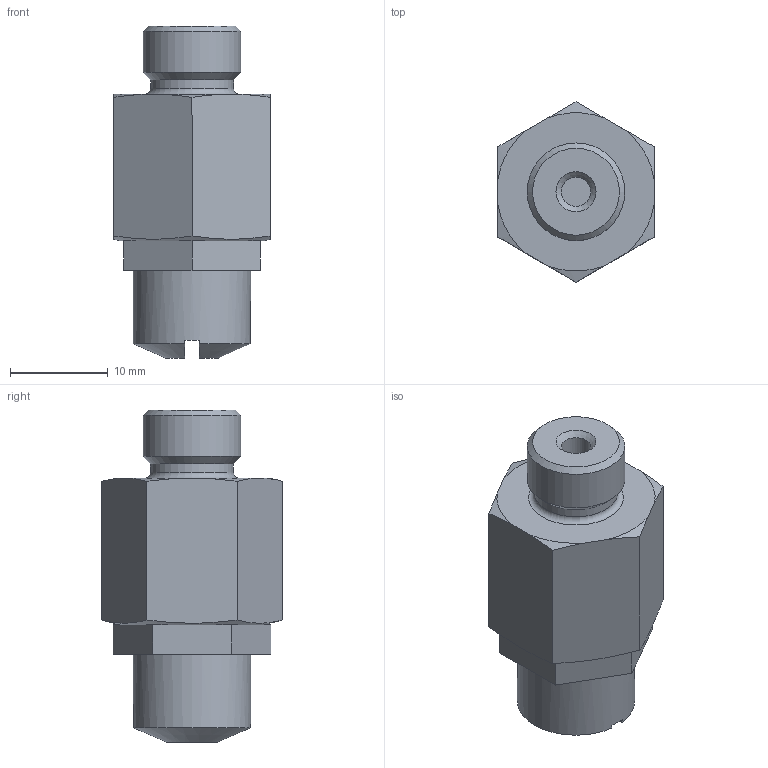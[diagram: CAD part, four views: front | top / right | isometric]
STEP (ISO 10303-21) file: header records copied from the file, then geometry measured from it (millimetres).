
FILE_DESCRIPTION(/* description */ ('Alibre Inc.'),/* implementation_level */ '2;1');
FILE_NAME(/* name */ 'export0',/* time_stamp */ '2016-06-15T13:48:05+02:00',/* author */ (''),/* organization */ (''),/* preprocessor_version */ 'ST-DEVELOPER v14',/* originating_system */ 'Alibre',/* authorisation */ '');
FILE_SCHEMA (('CONFIG_CONTROL_DESIGN'));
Length unit declared in the file: centimetre
Products named in the file (1): ID_1
Bounding box: 16 x 18.48 x 34 mm (x, y, z)
Volume: 4178 mm3; surface area: 2623 mm2
Topology: 1 solids, 1 shells, 55 faces, 129 edges, 81 vertices
Faces by surface type: plane 35, cone 14, cylinder 5, torus 1
Full cylindrical faces by diameter (mm): 3 x1, 8.5 x1, 10 x1, 10.376 x1, 12 x1
Entity records: 1308 total; most frequent: CARTESIAN_POINT 248, ORIENTED_EDGE 222, DIRECTION 146, EDGE_CURVE 111, VERTEX_POINT 75, EDGE_LOOP 72, FACE_BOUND 72, AXIS2_PLACEMENT_3D 63
